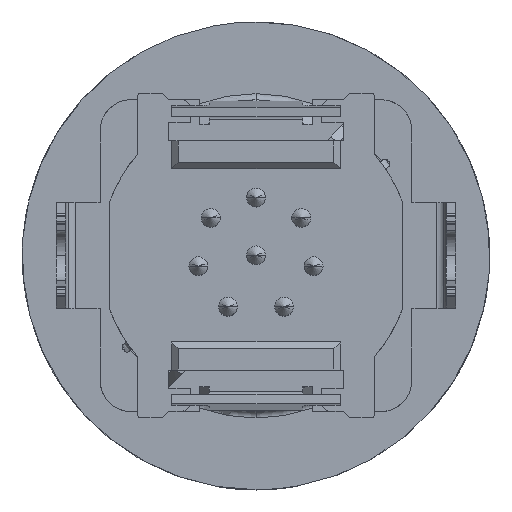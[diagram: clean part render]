
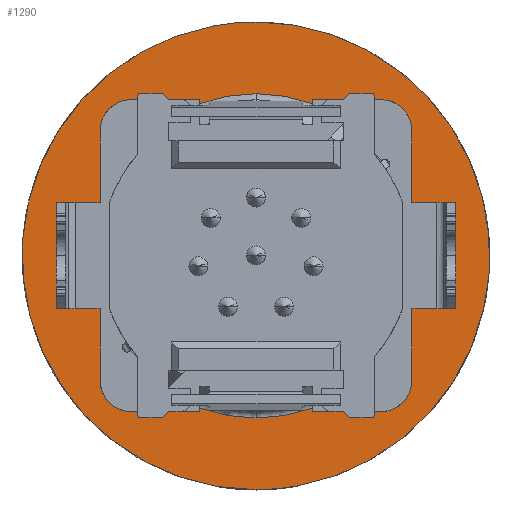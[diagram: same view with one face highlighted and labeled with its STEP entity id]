
A CAD part, top view. The second image highlights one B-rep face of the part: STEP entity #1290.
In plain terms, the highlighted planar face has unit normal (0, 0, 1).
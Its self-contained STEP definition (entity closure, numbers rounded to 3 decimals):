
#932=AXIS2_PLACEMENT_3D('Circle Axis2P3D',#930,#931,$) ;
#949=AXIS2_PLACEMENT_3D('Circle Axis2P3D',#947,#948,$) ;
#1230=AXIS2_PLACEMENT_3D('Plane Axis2P3D',#1227,#1228,#1229) ;
#920=CARTESIAN_POINT('Vertex',(7.5,12.7,9.)) ;
#927=CARTESIAN_POINT('Vertex',(7.5,2.3,9.)) ;
#930=CARTESIAN_POINT('Axis2P3D Location',(7.5,7.5,9.)) ;
#947=CARTESIAN_POINT('Axis2P3D Location',(7.5,7.5,9.)) ;
#1227=CARTESIAN_POINT('Axis2P3D Location',(-8.088,-1.79,9.)) ;
#1233=CARTESIAN_POINT('Control Point',(7.5,15.,9.)) ;
#1234=CARTESIAN_POINT('Control Point',(8.305,15.,9.)) ;
#1235=CARTESIAN_POINT('Control Point',(9.11,14.892,9.)) ;
#1236=CARTESIAN_POINT('Control Point',(9.896,14.676,9.)) ;
#1237=CARTESIAN_POINT('Control Point',(11.39,14.038,9.)) ;
#1238=CARTESIAN_POINT('Control Point',(12.663,13.03,9.)) ;
#1239=CARTESIAN_POINT('Control Point',(13.228,12.442,9.)) ;
#1240=CARTESIAN_POINT('Control Point',(14.186,11.131,9.)) ;
#1241=CARTESIAN_POINT('Control Point',(14.764,9.613,9.)) ;
#1242=CARTESIAN_POINT('Control Point',(14.949,8.819,9.)) ;
#1243=CARTESIAN_POINT('Control Point',(15.102,7.202,9.)) ;
#1244=CARTESIAN_POINT('Control Point',(14.823,5.602,9.)) ;
#1245=CARTESIAN_POINT('Control Point',(14.577,4.825,9.)) ;
#1246=CARTESIAN_POINT('Control Point',(13.881,3.357,9.)) ;
#1247=CARTESIAN_POINT('Control Point',(12.823,2.125,9.)) ;
#1248=CARTESIAN_POINT('Control Point',(12.214,1.583,9.)) ;
#1249=CARTESIAN_POINT('Control Point',(10.964,0.743,9.)) ;
#1250=CARTESIAN_POINT('Control Point',(9.55,0.236,9.)) ;
#1251=CARTESIAN_POINT('Control Point',(8.875,0.079,9.)) ;
#1252=CARTESIAN_POINT('Control Point',(8.187,0.,9.)) ;
#1253=CARTESIAN_POINT('Control Point',(7.5,0.,9.)) ;
#1254=CARTESIAN_POINT('Vertex',(7.5,15.,9.)) ;
#1256=CARTESIAN_POINT('Vertex',(7.5,0.,9.)) ;
#1260=CARTESIAN_POINT('Control Point',(7.5,0.,9.)) ;
#1261=CARTESIAN_POINT('Control Point',(6.695,0.,9.)) ;
#1262=CARTESIAN_POINT('Control Point',(5.89,0.108,9.)) ;
#1263=CARTESIAN_POINT('Control Point',(5.104,0.324,9.)) ;
#1264=CARTESIAN_POINT('Control Point',(3.61,0.962,9.)) ;
#1265=CARTESIAN_POINT('Control Point',(2.337,1.97,9.)) ;
#1266=CARTESIAN_POINT('Control Point',(1.772,2.558,9.)) ;
#1267=CARTESIAN_POINT('Control Point',(0.814,3.869,9.)) ;
#1268=CARTESIAN_POINT('Control Point',(0.236,5.387,9.)) ;
#1269=CARTESIAN_POINT('Control Point',(0.051,6.181,9.)) ;
#1270=CARTESIAN_POINT('Control Point',(-0.102,7.798,9.)) ;
#1271=CARTESIAN_POINT('Control Point',(0.177,9.398,9.)) ;
#1272=CARTESIAN_POINT('Control Point',(0.423,10.175,9.)) ;
#1273=CARTESIAN_POINT('Control Point',(1.119,11.643,9.)) ;
#1274=CARTESIAN_POINT('Control Point',(2.177,12.875,9.)) ;
#1275=CARTESIAN_POINT('Control Point',(2.786,13.417,9.)) ;
#1276=CARTESIAN_POINT('Control Point',(4.036,14.257,9.)) ;
#1277=CARTESIAN_POINT('Control Point',(5.45,14.764,9.)) ;
#1278=CARTESIAN_POINT('Control Point',(6.125,14.921,9.)) ;
#1279=CARTESIAN_POINT('Control Point',(6.813,15.,9.)) ;
#1280=CARTESIAN_POINT('Control Point',(7.5,15.,9.)) ;
#931=DIRECTION('Axis2P3D Direction',(0.,0.,-1.)) ;
#948=DIRECTION('Axis2P3D Direction',(0.,0.,-1.)) ;
#1228=DIRECTION('Axis2P3D Direction',(0.,0.,1.)) ;
#1229=DIRECTION('Axis2P3D XDirection',(1.,0.,0.)) ;
#1283=ORIENTED_EDGE('',*,*,#1258,.F.) ;
#1284=ORIENTED_EDGE('',*,*,#1281,.F.) ;
#1287=ORIENTED_EDGE('',*,*,#951,.T.) ;
#1288=ORIENTED_EDGE('',*,*,#934,.T.) ;
#1289=FACE_BOUND('',#1286,.T.) ;
#1290=ADVANCED_FACE('V1',(#1285,#1289),#1231,.T.) ;
#1232=B_SPLINE_CURVE_WITH_KNOTS('',5,(#1233,#1234,#1235,#1236,#1237,#1238,#1239,#1240,#1241,#1242,#1243,#1244,#1245,#1246,#1247,#1248,#1249,#1250,#1251,#1252,#1253),.UNSPECIFIED.,.F.,.U.,(6,3,3,3,3,3,6),(0.,5.692,11.384,17.076,22.768,28.46,33.321),.UNSPECIFIED.) ;
#1259=B_SPLINE_CURVE_WITH_KNOTS('',5,(#1260,#1261,#1262,#1263,#1264,#1265,#1266,#1267,#1268,#1269,#1270,#1271,#1272,#1273,#1274,#1275,#1276,#1277,#1278,#1279,#1280),.UNSPECIFIED.,.F.,.U.,(6,3,3,3,3,3,6),(0.,5.692,11.384,17.076,22.768,28.46,33.321),.UNSPECIFIED.) ;
#933=CIRCLE('generated circle',#932,5.2) ;
#950=CIRCLE('generated circle',#949,5.2) ;
#934=EDGE_CURVE('',#921,#928,#933,.T.) ;
#951=EDGE_CURVE('',#928,#921,#950,.T.) ;
#1258=EDGE_CURVE('',#1255,#1257,#1232,.T.) ;
#1281=EDGE_CURVE('',#1257,#1255,#1259,.T.) ;
#1282=EDGE_LOOP('',(#1283,#1284)) ;
#1286=EDGE_LOOP('',(#1287,#1288)) ;
#1285=FACE_OUTER_BOUND('',#1282,.T.) ;
#1231=PLANE('',#1230) ;
#921=VERTEX_POINT('',#920) ;
#928=VERTEX_POINT('',#927) ;
#1255=VERTEX_POINT('',#1254) ;
#1257=VERTEX_POINT('',#1256) ;
